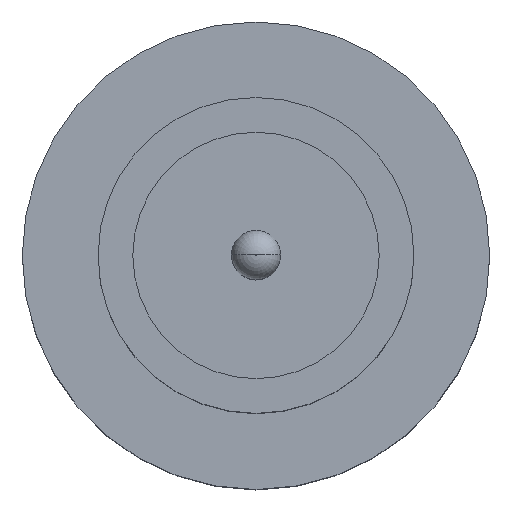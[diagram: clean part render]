
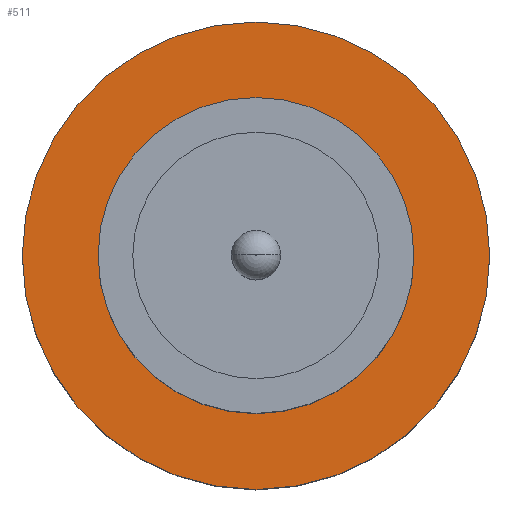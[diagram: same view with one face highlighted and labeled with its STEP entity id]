
A CAD part, top view. The second image highlights one B-rep face of the part: STEP entity #511.
In plain terms, the highlighted planar face has unit normal (0, 0, 1).
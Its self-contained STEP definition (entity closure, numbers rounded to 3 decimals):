
#9 = CARTESIAN_POINT ( 'NONE',  ( 1.25, 0., 1.55 ) ) ;
#69 = ORIENTED_EDGE ( 'NONE', *, *, #582, .T. ) ;
#84 = DIRECTION ( 'NONE',  ( 1., 0., 0. ) ) ;
#89 = CARTESIAN_POINT ( 'NONE',  ( 0., 0., 1.55 ) ) ;
#139 = FACE_BOUND ( 'NONE', #741, .T. ) ;
#165 = CARTESIAN_POINT ( 'NONE',  ( 0., 0., 1.55 ) ) ;
#173 = DIRECTION ( 'NONE',  ( 1., 0., 0. ) ) ;
#179 = ORIENTED_EDGE ( 'NONE', *, *, #432, .F. ) ;
#185 = AXIS2_PLACEMENT_3D ( 'NONE', #165, #232, #285 ) ;
#229 = AXIS2_PLACEMENT_3D ( 'NONE', #610, #353, #495 ) ;
#232 = DIRECTION ( 'NONE',  ( 0., 0., 1. ) ) ;
#239 = VERTEX_POINT ( 'NONE', #266 ) ;
#249 = VERTEX_POINT ( 'NONE', #704 ) ;
#266 = CARTESIAN_POINT ( 'NONE',  ( -1.85, 0., 1.55 ) ) ;
#285 = DIRECTION ( 'NONE',  ( 1., 0., 0. ) ) ;
#326 = VERTEX_POINT ( 'NONE', #9 ) ;
#351 = EDGE_CURVE ( 'NONE', #239, #249, #687, .T. ) ;
#353 = DIRECTION ( 'NONE',  ( 0., 0., 1. ) ) ;
#375 = ORIENTED_EDGE ( 'NONE', *, *, #519, .F. ) ;
#382 = CARTESIAN_POINT ( 'NONE',  ( 0., 0., 1.55 ) ) ;
#399 = CIRCLE ( 'NONE', #750, 1.25 ) ;
#432 = EDGE_CURVE ( 'NONE', #326, #587, #399, .T. ) ;
#448 = CARTESIAN_POINT ( 'NONE',  ( -1.25, 0., 1.55 ) ) ;
#479 = AXIS2_PLACEMENT_3D ( 'NONE', #382, #617, #173 ) ;
#481 = DIRECTION ( 'NONE',  ( 1., 0., 0. ) ) ;
#495 = DIRECTION ( 'NONE',  ( 1., 0., 0. ) ) ;
#511 = ADVANCED_FACE ( 'NONE', ( #139, #783 ), #785, .T. ) ;
#519 = EDGE_CURVE ( 'NONE', #587, #326, #774, .T. ) ;
#544 = EDGE_LOOP ( 'NONE', ( #657, #69 ) ) ;
#582 = EDGE_CURVE ( 'NONE', #249, #239, #705, .T. ) ;
#587 = VERTEX_POINT ( 'NONE', #448 ) ;
#610 = CARTESIAN_POINT ( 'NONE',  ( 0., 0., 1.55 ) ) ;
#617 = DIRECTION ( 'NONE',  ( 0., 0., 1. ) ) ;
#657 = ORIENTED_EDGE ( 'NONE', *, *, #351, .T. ) ;
#660 = DIRECTION ( 'NONE',  ( 0., 0., 1. ) ) ;
#669 = AXIS2_PLACEMENT_3D ( 'NONE', #782, #715, #84 ) ;
#687 = CIRCLE ( 'NONE', #669, 1.85 ) ;
#704 = CARTESIAN_POINT ( 'NONE',  ( 1.85, 0., 1.55 ) ) ;
#705 = CIRCLE ( 'NONE', #479, 1.85 ) ;
#715 = DIRECTION ( 'NONE',  ( 0., 0., 1. ) ) ;
#741 = EDGE_LOOP ( 'NONE', ( #179, #375 ) ) ;
#750 = AXIS2_PLACEMENT_3D ( 'NONE', #89, #660, #481 ) ;
#774 = CIRCLE ( 'NONE', #229, 1.25 ) ;
#782 = CARTESIAN_POINT ( 'NONE',  ( 0., 0., 1.55 ) ) ;
#783 = FACE_OUTER_BOUND ( 'NONE', #544, .T. ) ;
#785 = PLANE ( 'NONE',  #185 ) ;
